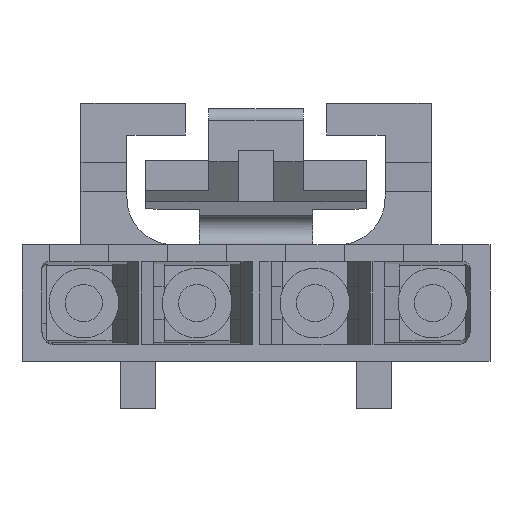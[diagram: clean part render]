
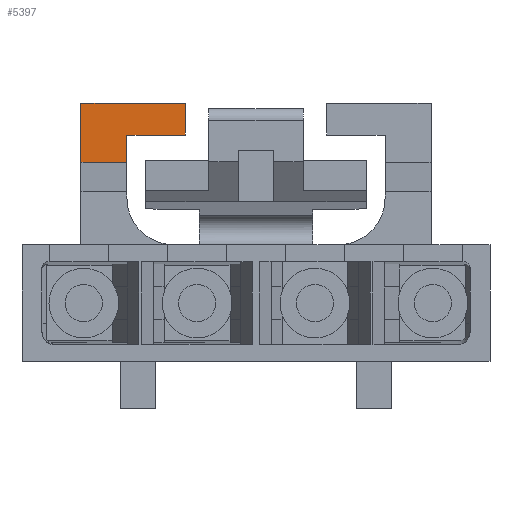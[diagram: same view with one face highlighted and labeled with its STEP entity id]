
A CAD part, front view. The second image highlights one B-rep face of the part: STEP entity #5397.
In plain terms, the highlighted planar face has unit normal (0, -1, 0).
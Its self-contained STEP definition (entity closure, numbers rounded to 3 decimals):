
#1053=DIRECTION('',(0.,0.,1.));
#1054=VECTOR('',#1053,1.27);
#1055=CARTESIAN_POINT('',(-8.012,4.599,4.293));
#1056=LINE('',#1055,#1054);
#1078=DIRECTION('',(1.,0.,0.));
#1079=VECTOR('',#1078,1.255);
#1080=CARTESIAN_POINT('',(-7.022,4.599,4.877));
#1081=LINE('',#1080,#1079);
#1082=DIRECTION('',(0.,0.,1.));
#1083=VECTOR('',#1082,0.584);
#1084=CARTESIAN_POINT('',(-7.022,4.599,4.293));
#1085=LINE('',#1084,#1083);
#1086=DIRECTION('',(1.,0.,0.));
#1087=VECTOR('',#1086,0.991);
#1088=CARTESIAN_POINT('',(-8.012,4.599,4.293));
#1089=LINE('',#1088,#1087);
#1090=DIRECTION('',(1.,0.,0.));
#1091=VECTOR('',#1090,2.246);
#1092=CARTESIAN_POINT('',(-8.012,4.599,5.563));
#1093=LINE('',#1092,#1091);
#1094=DIRECTION('',(0.,0.,-1.));
#1095=VECTOR('',#1094,0.686);
#1096=CARTESIAN_POINT('',(-5.766,4.599,5.563));
#1097=LINE('',#1096,#1095);
#3602=CARTESIAN_POINT('',(-7.022,4.599,4.877));
#3603=VERTEX_POINT('',#3602);
#3604=CARTESIAN_POINT('',(-7.022,4.599,4.293));
#3605=VERTEX_POINT('',#3604);
#3924=CARTESIAN_POINT('',(-8.012,4.599,5.563));
#3925=VERTEX_POINT('',#3924);
#3926=CARTESIAN_POINT('',(-5.766,4.599,5.563));
#3927=VERTEX_POINT('',#3926);
#3928=CARTESIAN_POINT('',(-8.012,4.599,4.293));
#3929=VERTEX_POINT('',#3928);
#3930=CARTESIAN_POINT('',(-5.766,4.599,4.877));
#3931=VERTEX_POINT('',#3930);
#5380=CARTESIAN_POINT('',(-7.022,4.599,5.563));
#5381=DIRECTION('',(0.,1.,0.));
#5382=DIRECTION('',(0.,0.,1.));
#5383=AXIS2_PLACEMENT_3D('',#5380,#5381,#5382);
#5384=PLANE('',#5383);
#5385=ORIENTED_EDGE('',*,*,#5343,.T.);
#5387=ORIENTED_EDGE('',*,*,#5386,.T.);
#5389=ORIENTED_EDGE('',*,*,#5388,.T.);
#5391=ORIENTED_EDGE('',*,*,#5390,.F.);
#5393=ORIENTED_EDGE('',*,*,#5392,.F.);
#5394=ORIENTED_EDGE('',*,*,#5372,.F.);
#5395=EDGE_LOOP('',(#5385,#5387,#5389,#5391,#5393,#5394));
#5396=FACE_OUTER_BOUND('',#5395,.F.);
#5397=ADVANCED_FACE('',(#5396),#5384,.F.);
#5343=EDGE_CURVE('',#3929,#3925,#1056,.T.);
#5372=EDGE_CURVE('',#3929,#3605,#1089,.T.);
#5386=EDGE_CURVE('',#3925,#3927,#1093,.T.);
#5388=EDGE_CURVE('',#3927,#3931,#1097,.T.);
#5390=EDGE_CURVE('',#3603,#3931,#1081,.T.);
#5392=EDGE_CURVE('',#3605,#3603,#1085,.T.);
